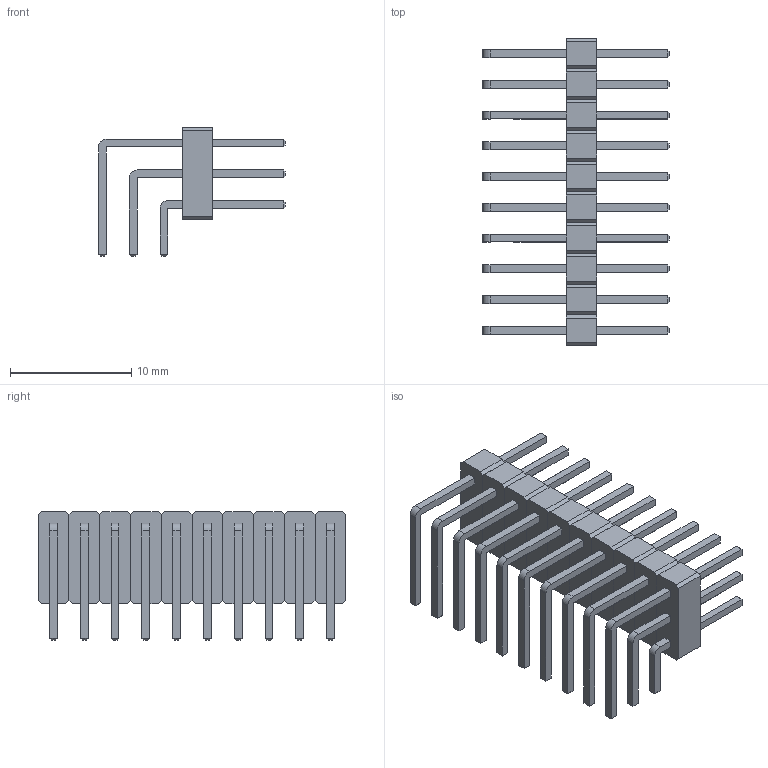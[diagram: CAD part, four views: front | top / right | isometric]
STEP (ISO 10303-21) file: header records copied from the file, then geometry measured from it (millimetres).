
FILE_DESCRIPTION(('FreeCAD Model'),'2;1');
FILE_NAME('Open CASCADE Shape Model','2022-01-07T05:04:44',( 'kicad StepUp'),('ksu MCAD'),'Open CASCADE STEP processor 7.5', 'FreeCAD','Unknown');
FILE_SCHEMA(('AUTOMOTIVE_DESIGN { 1 0 10303 214 1 1 1 1 }'));
Length unit declared in the file: millimetre
Products named in the file (1): PinHeader_3x10_P2.54mm_Horizontal
Bounding box: 15.44 x 25.4 x 10.62 mm (x, y, z)
Volume: 692.1 mm3; surface area: 2542.3 mm2
Topology: 40 solids, 40 shells, 730 faces, 1710 edges, 1060 vertices
Faces by surface type: plane 700, cylinder 30
Entity records: 25681 total; most frequent: CARTESIAN_POINT 3501, ORIENTED_EDGE 3420, DIRECTION 3232, EDGE_CURVE 1710, LINE 1650, VECTOR 1650, VERTEX_POINT 1060, AXIS2_PLACEMENT_3D 791
